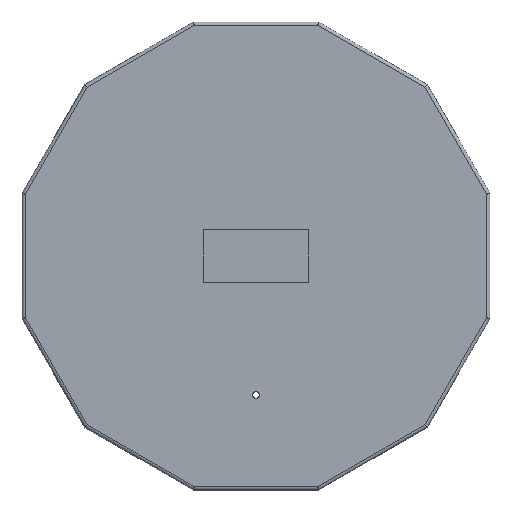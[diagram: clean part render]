
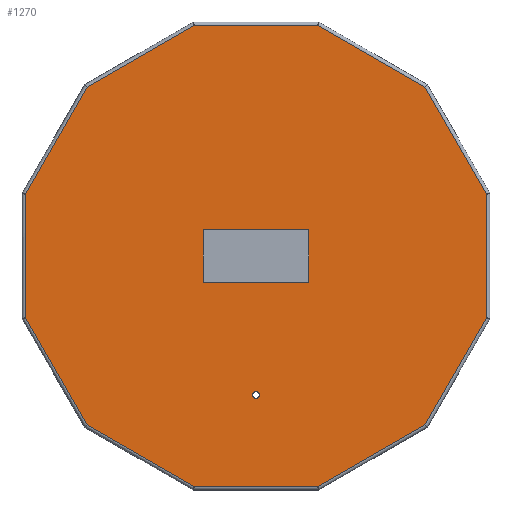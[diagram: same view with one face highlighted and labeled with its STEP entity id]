
A CAD part, front view. The second image highlights one B-rep face of the part: STEP entity #1270.
In plain terms, the highlighted planar face has unit normal (0, -1, 0).
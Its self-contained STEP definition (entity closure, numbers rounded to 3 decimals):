
#15=CIRCLE('',#1391,1.25);
#24=FACE_BOUND('',#188,.T.);
#25=FACE_BOUND('',#189,.T.);
#44=PLANE('',#1390);
#113=FACE_OUTER_BOUND('',#187,.T.);
#187=EDGE_LOOP('',(#1004,#1005,#1006,#1007,#1008,#1009,#1010,#1011,#1012,
#1013,#1014,#1015));
#188=EDGE_LOOP('',(#1016,#1017,#1018,#1019));
#189=EDGE_LOOP('',(#1020));
#309=LINE('',#1924,#457);
#310=LINE('',#1929,#458);
#311=LINE('',#1933,#459);
#312=LINE('',#1937,#460);
#314=LINE('',#1943,#462);
#316=LINE('',#1949,#464);
#318=LINE('',#1955,#466);
#320=LINE('',#1961,#468);
#322=LINE('',#1967,#470);
#323=LINE('',#1971,#471);
#325=LINE('',#1976,#473);
#326=LINE('',#1979,#474);
#330=LINE('',#1989,#478);
#331=LINE('',#1991,#479);
#332=LINE('',#1993,#480);
#333=LINE('',#1994,#481);
#457=VECTOR('',#1552,10.);
#458=VECTOR('',#1559,10.);
#459=VECTOR('',#1564,10.);
#460=VECTOR('',#1569,10.);
#462=VECTOR('',#1575,10.);
#464=VECTOR('',#1581,10.);
#466=VECTOR('',#1587,10.);
#468=VECTOR('',#1593,10.);
#470=VECTOR('',#1599,10.);
#471=VECTOR('',#1604,10.);
#473=VECTOR('',#1610,10.);
#474=VECTOR('',#1615,10.);
#478=VECTOR('',#1627,10.);
#479=VECTOR('',#1628,10.);
#480=VECTOR('',#1629,10.);
#481=VECTOR('',#1630,10.);
#599=VERTEX_POINT('',#1922);
#600=VERTEX_POINT('',#1923);
#601=VERTEX_POINT('',#1928);
#602=VERTEX_POINT('',#1932);
#603=VERTEX_POINT('',#1936);
#605=VERTEX_POINT('',#1942);
#607=VERTEX_POINT('',#1948);
#609=VERTEX_POINT('',#1954);
#611=VERTEX_POINT('',#1960);
#613=VERTEX_POINT('',#1966);
#614=VERTEX_POINT('',#1970);
#615=VERTEX_POINT('',#1975);
#616=VERTEX_POINT('',#1987);
#617=VERTEX_POINT('',#1988);
#618=VERTEX_POINT('',#1990);
#619=VERTEX_POINT('',#1992);
#620=VERTEX_POINT('',#1995);
#729=EDGE_CURVE('',#599,#600,#309,.T.);
#732=EDGE_CURVE('',#600,#601,#310,.T.);
#734=EDGE_CURVE('',#601,#602,#311,.T.);
#736=EDGE_CURVE('',#602,#603,#312,.T.);
#739=EDGE_CURVE('',#603,#605,#314,.T.);
#742=EDGE_CURVE('',#605,#607,#316,.T.);
#745=EDGE_CURVE('',#607,#609,#318,.T.);
#748=EDGE_CURVE('',#609,#611,#320,.T.);
#751=EDGE_CURVE('',#611,#613,#322,.T.);
#753=EDGE_CURVE('',#614,#599,#323,.T.);
#756=EDGE_CURVE('',#613,#615,#325,.T.);
#758=EDGE_CURVE('',#615,#614,#326,.T.);
#762=EDGE_CURVE('',#616,#617,#330,.T.);
#763=EDGE_CURVE('',#617,#618,#331,.T.);
#764=EDGE_CURVE('',#618,#619,#332,.T.);
#765=EDGE_CURVE('',#619,#616,#333,.T.);
#766=EDGE_CURVE('',#620,#620,#15,.T.);
#1004=ORIENTED_EDGE('',*,*,#729,.F.);
#1005=ORIENTED_EDGE('',*,*,#753,.F.);
#1006=ORIENTED_EDGE('',*,*,#758,.F.);
#1007=ORIENTED_EDGE('',*,*,#756,.F.);
#1008=ORIENTED_EDGE('',*,*,#751,.F.);
#1009=ORIENTED_EDGE('',*,*,#748,.F.);
#1010=ORIENTED_EDGE('',*,*,#745,.F.);
#1011=ORIENTED_EDGE('',*,*,#742,.F.);
#1012=ORIENTED_EDGE('',*,*,#739,.F.);
#1013=ORIENTED_EDGE('',*,*,#736,.F.);
#1014=ORIENTED_EDGE('',*,*,#734,.F.);
#1015=ORIENTED_EDGE('',*,*,#732,.F.);
#1016=ORIENTED_EDGE('',*,*,#762,.T.);
#1017=ORIENTED_EDGE('',*,*,#763,.T.);
#1018=ORIENTED_EDGE('',*,*,#764,.T.);
#1019=ORIENTED_EDGE('',*,*,#765,.T.);
#1020=ORIENTED_EDGE('',*,*,#766,.T.);
#1270=ADVANCED_FACE('',(#113,#24,#25),#44,.F.);
#1390=AXIS2_PLACEMENT_3D('',#1986,#1625,#1626);
#1391=AXIS2_PLACEMENT_3D('',#1996,#1631,#1632);
#1552=DIRECTION('',(0.5,0.,0.866));
#1559=DIRECTION('',(0.866,0.,0.5));
#1564=DIRECTION('',(1.,0.,0.));
#1569=DIRECTION('',(0.866,0.,-0.5));
#1575=DIRECTION('',(0.5,0.,-0.866));
#1581=DIRECTION('',(0.,0.,-1.));
#1587=DIRECTION('',(-0.5,0.,-0.866));
#1593=DIRECTION('',(-0.866,0.,-0.5));
#1599=DIRECTION('',(-1.,0.,0.));
#1604=DIRECTION('',(0.,0.,1.));
#1610=DIRECTION('',(-0.866,0.,0.5));
#1615=DIRECTION('',(-0.5,0.,0.866));
#1625=DIRECTION('center_axis',(0.,1.,0.));
#1626=DIRECTION('ref_axis',(0.,0.,1.));
#1627=DIRECTION('',(-1.,0.,0.));
#1628=DIRECTION('',(0.,0.,1.));
#1629=DIRECTION('',(1.,0.,0.));
#1630=DIRECTION('',(0.,0.,-1.));
#1631=DIRECTION('center_axis',(0.,1.,0.));
#1632=DIRECTION('ref_axis',(1.,0.,0.));
#1922=CARTESIAN_POINT('',(-87.187,0.,23.362));
#1923=CARTESIAN_POINT('',(-63.826,0.,63.826));
#1924=CARTESIAN_POINT('',(-81.427,0.,33.339));
#1928=CARTESIAN_POINT('',(-23.362,0.,87.187));
#1929=CARTESIAN_POINT('',(-53.849,0.,69.586));
#1932=CARTESIAN_POINT('',(23.362,0.,87.187));
#1933=CARTESIAN_POINT('',(-11.842,0.,87.187));
#1936=CARTESIAN_POINT('',(63.826,0.,63.826));
#1937=CARTESIAN_POINT('',(33.339,0.,81.427));
#1942=CARTESIAN_POINT('',(87.187,0.,23.362));
#1943=CARTESIAN_POINT('',(69.586,0.,53.849));
#1948=CARTESIAN_POINT('',(87.187,0.,-23.362));
#1949=CARTESIAN_POINT('',(87.187,0.,11.842));
#1954=CARTESIAN_POINT('',(63.826,0.,-63.826));
#1955=CARTESIAN_POINT('',(81.427,0.,-33.339));
#1960=CARTESIAN_POINT('',(23.362,0.,-87.187));
#1961=CARTESIAN_POINT('',(53.849,0.,-69.586));
#1966=CARTESIAN_POINT('',(-23.362,0.,-87.187));
#1967=CARTESIAN_POINT('',(11.842,0.,-87.187));
#1970=CARTESIAN_POINT('',(-87.187,0.,-23.362));
#1971=CARTESIAN_POINT('',(-87.187,0.,-11.842));
#1975=CARTESIAN_POINT('',(-63.826,0.,-63.826));
#1976=CARTESIAN_POINT('',(-33.339,0.,-81.427));
#1979=CARTESIAN_POINT('',(-69.586,0.,-53.849));
#1986=CARTESIAN_POINT('Origin',(0.,0.,0.));
#1987=CARTESIAN_POINT('',(20.,0.,-10.));
#1988=CARTESIAN_POINT('',(-20.,0.,-10.));
#1989=CARTESIAN_POINT('',(-10.,0.,-10.));
#1990=CARTESIAN_POINT('',(-20.,0.,10.));
#1991=CARTESIAN_POINT('',(-20.,0.,5.));
#1992=CARTESIAN_POINT('',(20.,0.,10.));
#1993=CARTESIAN_POINT('',(10.,0.,10.));
#1994=CARTESIAN_POINT('',(20.,0.,-5.));
#1995=CARTESIAN_POINT('',(-1.25,0.,-52.5));
#1996=CARTESIAN_POINT('Origin',(0.,0.,-52.5));
